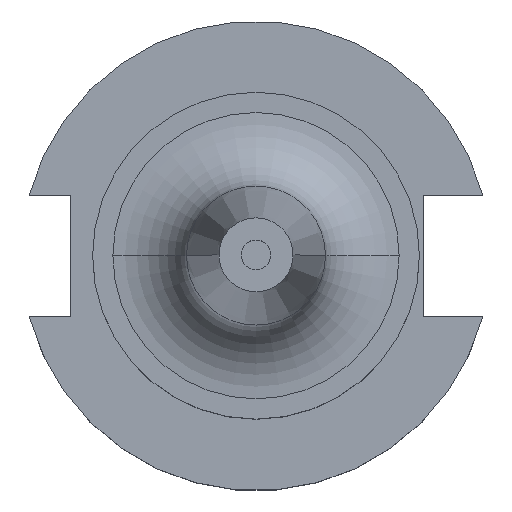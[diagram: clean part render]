
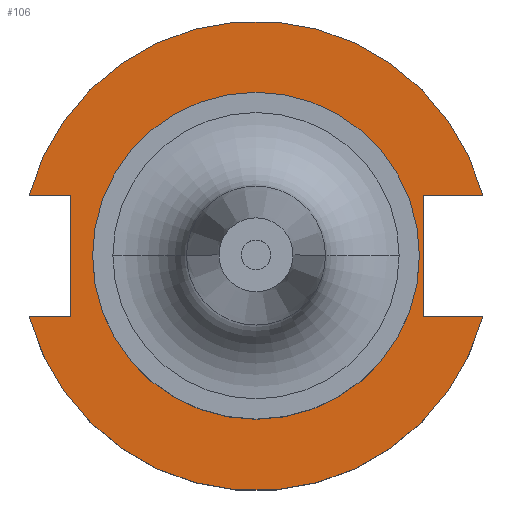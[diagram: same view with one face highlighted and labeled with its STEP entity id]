
A CAD part, top view. The second image highlights one B-rep face of the part: STEP entity #106.
In plain terms, the highlighted planar face has unit normal (0, 0, 1).
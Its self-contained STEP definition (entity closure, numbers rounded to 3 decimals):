
#5 = CARTESIAN_POINT ( 'NONE',  ( 30.675, -8.191, 19.05 ) ) ;
#26 = EDGE_CURVE ( 'NONE', #41, #212, #1028, .T. ) ;
#39 = DIRECTION ( 'NONE',  ( -1., 0., 0. ) ) ;
#41 = VERTEX_POINT ( 'NONE', #450 ) ;
#45 = DIRECTION ( 'NONE',  ( 0., 0., -1. ) ) ;
#64 = DIRECTION ( 'NONE',  ( 1., 0., 0. ) ) ;
#83 = VECTOR ( 'NONE', #1003, 1000. ) ;
#88 = EDGE_CURVE ( 'NONE', #165, #754, #1262, .T. ) ;
#106 = ADVANCED_FACE ( 'NONE', ( #1235, #651 ), #530, .F. ) ;
#130 = DIRECTION ( 'NONE',  ( 0., 0., 1. ) ) ;
#134 = CARTESIAN_POINT ( 'NONE',  ( 30.675, 8.191, 19.05 ) ) ;
#143 = CARTESIAN_POINT ( 'NONE',  ( 0., 0., 19.05 ) ) ;
#165 = VERTEX_POINT ( 'NONE', #1597 ) ;
#175 = CARTESIAN_POINT ( 'NONE',  ( 22.1, 0., 19.05 ) ) ;
#212 = VERTEX_POINT ( 'NONE', #951 ) ;
#311 = AXIS2_PLACEMENT_3D ( 'NONE', #445, #431, #398 ) ;
#312 = AXIS2_PLACEMENT_3D ( 'NONE', #1055, #559, #920 ) ;
#342 = ORIENTED_EDGE ( 'NONE', *, *, #88, .F. ) ;
#358 = EDGE_CURVE ( 'NONE', #412, #1389, #892, .T. ) ;
#384 = ORIENTED_EDGE ( 'NONE', *, *, #581, .F. ) ;
#398 = DIRECTION ( 'NONE',  ( 1., 0., 0. ) ) ;
#412 = VERTEX_POINT ( 'NONE', #443 ) ;
#426 = CARTESIAN_POINT ( 'NONE',  ( 22.606, 8.191, 19.05 ) ) ;
#431 = DIRECTION ( 'NONE',  ( 0., 0., 1. ) ) ;
#443 = CARTESIAN_POINT ( 'NONE',  ( -30.675, 8.191, 19.05 ) ) ;
#445 = CARTESIAN_POINT ( 'NONE',  ( 0., 0., 19.05 ) ) ;
#450 = CARTESIAN_POINT ( 'NONE',  ( -30.675, -8.191, 19.05 ) ) ;
#453 = ORIENTED_EDGE ( 'NONE', *, *, #358, .T. ) ;
#511 = DIRECTION ( 'NONE',  ( 1., 0., 0. ) ) ;
#518 = ORIENTED_EDGE ( 'NONE', *, *, #1086, .T. ) ;
#526 = CIRCLE ( 'NONE', #665, 31.75 ) ;
#530 = PLANE ( 'NONE',  #1588 ) ;
#536 = ORIENTED_EDGE ( 'NONE', *, *, #662, .F. ) ;
#538 = ORIENTED_EDGE ( 'NONE', *, *, #26, .F. ) ;
#559 = DIRECTION ( 'NONE',  ( 0., 0., 1. ) ) ;
#565 = VECTOR ( 'NONE', #729, 1000. ) ;
#581 = EDGE_CURVE ( 'NONE', #1603, #612, #619, .T. ) ;
#612 = VERTEX_POINT ( 'NONE', #426 ) ;
#619 = LINE ( 'NONE', #1136, #1541 ) ;
#651 = FACE_OUTER_BOUND ( 'NONE', #831, .T. ) ;
#660 = VECTOR ( 'NONE', #1552, 1000. ) ;
#662 = EDGE_CURVE ( 'NONE', #737, #974, #1437, .T. ) ;
#665 = AXIS2_PLACEMENT_3D ( 'NONE', #1387, #1394, #1399 ) ;
#667 = CARTESIAN_POINT ( 'NONE',  ( -61.091, -8.191, 19.05 ) ) ;
#705 = LINE ( 'NONE', #965, #660 ) ;
#729 = DIRECTION ( 'NONE',  ( 1., 0., 0. ) ) ;
#737 = VERTEX_POINT ( 'NONE', #1012 ) ;
#738 = CARTESIAN_POINT ( 'NONE',  ( 0., 22.1, 19.05 ) ) ;
#754 = VERTEX_POINT ( 'NONE', #175 ) ;
#799 = LINE ( 'NONE', #1098, #1133 ) ;
#810 = ORIENTED_EDGE ( 'NONE', *, *, #1263, .T. ) ;
#812 = ORIENTED_EDGE ( 'NONE', *, *, #1471, .T. ) ;
#831 = EDGE_LOOP ( 'NONE', ( #810, #538, #1232, #536, #518, #384, #812, #453 ) ) ;
#892 = LINE ( 'NONE', #1612, #565 ) ;
#920 = DIRECTION ( 'NONE',  ( 1., 0., 0. ) ) ;
#951 = CARTESIAN_POINT ( 'NONE',  ( -25.091, -8.191, 19.05 ) ) ;
#965 = CARTESIAN_POINT ( 'NONE',  ( 22.606, 22.1, 19.05 ) ) ;
#974 = VERTEX_POINT ( 'NONE', #5 ) ;
#1001 = EDGE_CURVE ( 'NONE', #754, #165, #1426, .T. ) ;
#1003 = DIRECTION ( 'NONE',  ( 1., 0., 0. ) ) ;
#1012 = CARTESIAN_POINT ( 'NONE',  ( 22.606, -8.191, 19.05 ) ) ;
#1028 = LINE ( 'NONE', #667, #1309 ) ;
#1042 = EDGE_LOOP ( 'NONE', ( #1372, #342 ) ) ;
#1055 = CARTESIAN_POINT ( 'NONE',  ( 0., 0., 19.05 ) ) ;
#1086 = EDGE_CURVE ( 'NONE', #737, #612, #705, .T. ) ;
#1098 = CARTESIAN_POINT ( 'NONE',  ( -25.091, 8.191, 19.05 ) ) ;
#1130 = AXIS2_PLACEMENT_3D ( 'NONE', #143, #130, #64 ) ;
#1133 = VECTOR ( 'NONE', #1196, 1000. ) ;
#1136 = CARTESIAN_POINT ( 'NONE',  ( 0., 8.191, 19.05 ) ) ;
#1148 = DIRECTION ( 'NONE',  ( -1., 0., 0. ) ) ;
#1176 = CARTESIAN_POINT ( 'NONE',  ( 0., -8.191, 19.05 ) ) ;
#1194 = CIRCLE ( 'NONE', #311, 31.75 ) ;
#1196 = DIRECTION ( 'NONE',  ( 0., -1., 0. ) ) ;
#1232 = ORIENTED_EDGE ( 'NONE', *, *, #1538, .T. ) ;
#1235 = FACE_BOUND ( 'NONE', #1042, .T. ) ;
#1262 = CIRCLE ( 'NONE', #1130, 22.1 ) ;
#1263 = EDGE_CURVE ( 'NONE', #1389, #212, #799, .T. ) ;
#1302 = CARTESIAN_POINT ( 'NONE',  ( -25.091, 8.191, 19.05 ) ) ;
#1309 = VECTOR ( 'NONE', #511, 1000. ) ;
#1372 = ORIENTED_EDGE ( 'NONE', *, *, #1001, .F. ) ;
#1387 = CARTESIAN_POINT ( 'NONE',  ( 0., 0., 19.05 ) ) ;
#1389 = VERTEX_POINT ( 'NONE', #1302 ) ;
#1394 = DIRECTION ( 'NONE',  ( 0., 0., 1. ) ) ;
#1399 = DIRECTION ( 'NONE',  ( 1., 0., 0. ) ) ;
#1426 = CIRCLE ( 'NONE', #312, 22.1 ) ;
#1437 = LINE ( 'NONE', #1176, #83 ) ;
#1471 = EDGE_CURVE ( 'NONE', #1603, #412, #1194, .T. ) ;
#1538 = EDGE_CURVE ( 'NONE', #41, #974, #526, .T. ) ;
#1541 = VECTOR ( 'NONE', #1148, 1000. ) ;
#1552 = DIRECTION ( 'NONE',  ( 0., 1., 0. ) ) ;
#1588 = AXIS2_PLACEMENT_3D ( 'NONE', #738, #45, #39 ) ;
#1597 = CARTESIAN_POINT ( 'NONE',  ( -22.1, 0., 19.05 ) ) ;
#1603 = VERTEX_POINT ( 'NONE', #134 ) ;
#1612 = CARTESIAN_POINT ( 'NONE',  ( -61.091, 8.191, 19.05 ) ) ;
